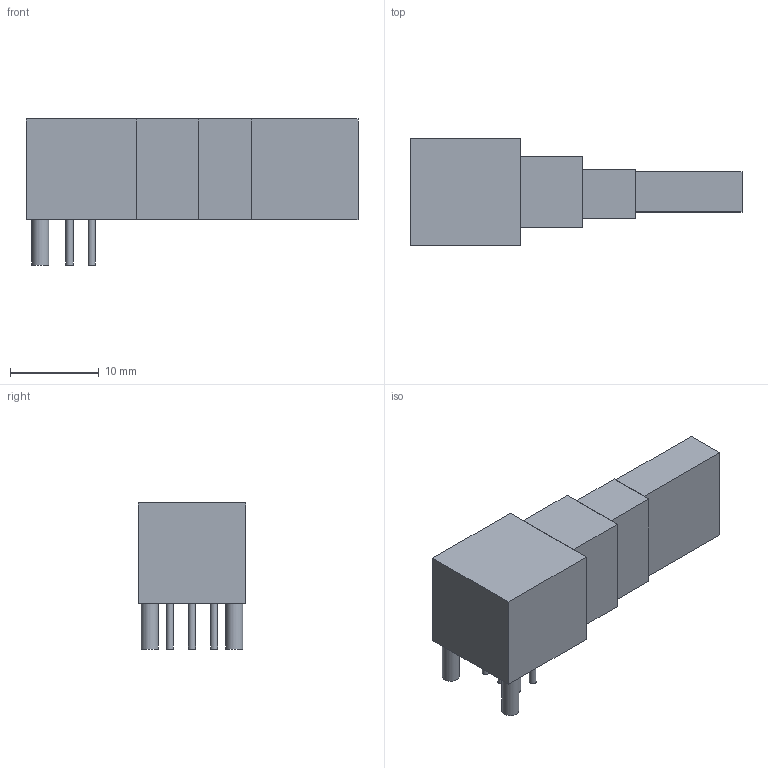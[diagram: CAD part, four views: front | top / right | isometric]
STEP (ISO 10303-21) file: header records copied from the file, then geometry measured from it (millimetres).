
FILE_DESCRIPTION(('FreeCAD Model'),'2;1');
FILE_NAME('729345.1.5.stp','2020-04-09T07:58:23',( 'Author'),(''),'Open CASCADE STEP processor 6.9','FreeCAD','Unknown' );
FILE_SCHEMA(('AUTOMOTIVE_DESIGN { 1 0 10303 214 1 1 1 1 }'));
Length unit declared in the file: millimetre
Products named in the file (3): ASSEMBLY; Body; Leads
Assembly tree (9 placements, depth 2):
  ASSEMBLY
    Body
    Leads  x8
Bounding box: 37.4 x 12.1 x 16.45 mm (x, y, z)
Volume: 3682.9 mm3; surface area: 3363.2 mm2
Topology: 68 solids, 68 shells, 216 faces, 240 edges, 160 vertices
Faces by surface type: plane 152, cylinder 64
Full cylindrical faces by diameter (mm): 0.8 x48, 1.91 x16
Entity records: 2180 total; most frequent: DIRECTION 348, CARTESIAN_POINT 322, LINE 184, VECTOR 184, ORIENTED_EDGE 144, PCURVE 144, DEFINITIONAL_REPRESENTATION 144, AXIS2_PLACEMENT_3D 74
